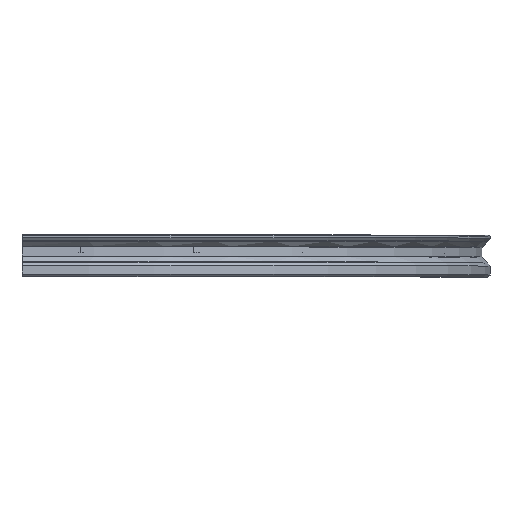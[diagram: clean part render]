
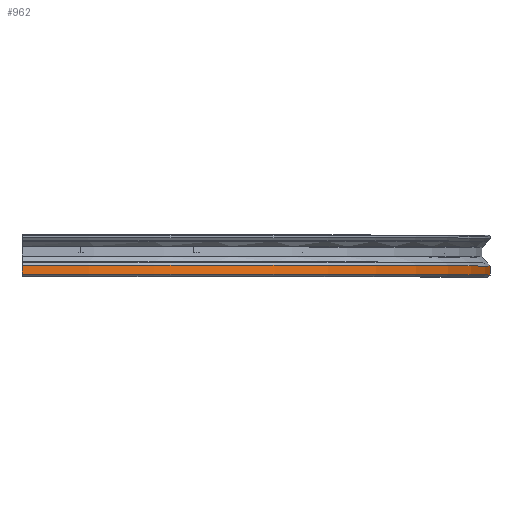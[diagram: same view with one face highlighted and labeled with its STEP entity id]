
A CAD part, top view. The second image highlights one B-rep face of the part: STEP entity #962.
In plain terms, the highlighted cylindrical face has radius 314 mm (diameter 628 mm), a partial arc.
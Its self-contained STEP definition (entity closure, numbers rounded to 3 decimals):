
#16 = DIRECTION ( 'NONE',  ( 0., 1., 0. ) ) ;
#127 = ORIENTED_EDGE ( 'NONE', *, *, #738, .T. ) ;
#280 = CARTESIAN_POINT ( 'NONE',  ( -300., 1.5, 0. ) ) ;
#324 = EDGE_LOOP ( 'NONE', ( #810, #1420, #1195, #127 ) ) ;
#408 = EDGE_CURVE ( 'NONE', #1110, #2261, #1242, .T. ) ;
#425 = CIRCLE ( 'NONE', #866, 314. ) ;
#438 = CARTESIAN_POINT ( 'NONE',  ( 14., 1.5, 0. ) ) ;
#442 = EDGE_CURVE ( 'NONE', #1785, #1110, #750, .T. ) ;
#622 = CARTESIAN_POINT ( 'NONE',  ( -300., 1.5, 314. ) ) ;
#738 = EDGE_CURVE ( 'NONE', #961, #2261, #1582, .T. ) ;
#750 = LINE ( 'NONE', #1481, #1898 ) ;
#805 = DIRECTION ( 'NONE',  ( 0., 1., 0. ) ) ;
#810 = ORIENTED_EDGE ( 'NONE', *, *, #408, .F. ) ;
#866 = AXIS2_PLACEMENT_3D ( 'NONE', #280, #805, #1512 ) ;
#889 = CARTESIAN_POINT ( 'NONE',  ( 14., 1.5, 0. ) ) ;
#961 = VERTEX_POINT ( 'NONE', #438 ) ;
#962 = ADVANCED_FACE ( 'NONE', ( #1141 ), #2208, .T. ) ;
#1051 = EDGE_CURVE ( 'NONE', #1785, #961, #425, .T. ) ;
#1092 = DIRECTION ( 'NONE',  ( 0., 1., 0. ) ) ;
#1110 = VERTEX_POINT ( 'NONE', #1447 ) ;
#1141 = FACE_OUTER_BOUND ( 'NONE', #324, .T. ) ;
#1163 = VECTOR ( 'NONE', #16, 1000. ) ;
#1195 = ORIENTED_EDGE ( 'NONE', *, *, #1051, .T. ) ;
#1242 = CIRCLE ( 'NONE', #2079, 314. ) ;
#1420 = ORIENTED_EDGE ( 'NONE', *, *, #442, .F. ) ;
#1447 = CARTESIAN_POINT ( 'NONE',  ( -300., 7.444, 314. ) ) ;
#1471 = CARTESIAN_POINT ( 'NONE',  ( -300., 7.444, 0. ) ) ;
#1474 = CARTESIAN_POINT ( 'NONE',  ( 14., 7.444, 0. ) ) ;
#1481 = CARTESIAN_POINT ( 'NONE',  ( -300., 1.5, 314. ) ) ;
#1486 = CARTESIAN_POINT ( 'NONE',  ( -300., 0., 0. ) ) ;
#1500 = AXIS2_PLACEMENT_3D ( 'NONE', #1486, #1522, #1835 ) ;
#1512 = DIRECTION ( 'NONE',  ( 0., 0., 1. ) ) ;
#1522 = DIRECTION ( 'NONE',  ( 0., 1., 0. ) ) ;
#1582 = LINE ( 'NONE', #889, #1163 ) ;
#1785 = VERTEX_POINT ( 'NONE', #622 ) ;
#1835 = DIRECTION ( 'NONE',  ( 0., 0., 1. ) ) ;
#1898 = VECTOR ( 'NONE', #2154, 1000. ) ;
#1989 = DIRECTION ( 'NONE',  ( 0., 0., 1. ) ) ;
#2079 = AXIS2_PLACEMENT_3D ( 'NONE', #1471, #1092, #1989 ) ;
#2154 = DIRECTION ( 'NONE',  ( 0., 1., 0. ) ) ;
#2208 = CYLINDRICAL_SURFACE ( 'NONE', #1500, 314. ) ;
#2261 = VERTEX_POINT ( 'NONE', #1474 ) ;
